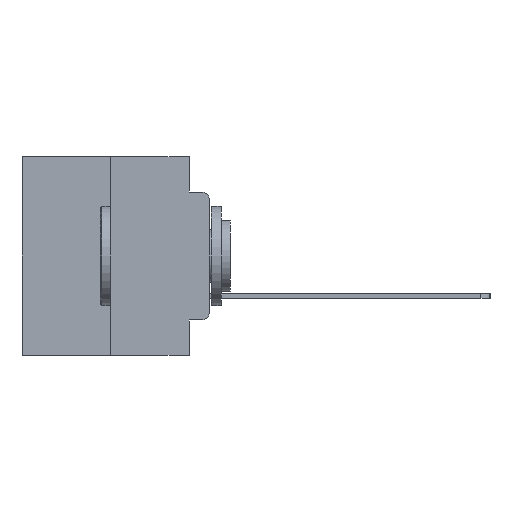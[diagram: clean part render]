
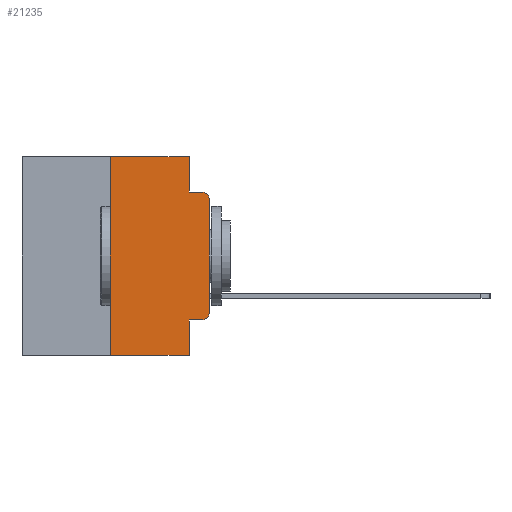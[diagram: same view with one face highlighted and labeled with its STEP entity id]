
A CAD part, left-side view. The second image highlights one B-rep face of the part: STEP entity #21235.
In plain terms, the highlighted planar face has unit normal (-1, 0, 0).
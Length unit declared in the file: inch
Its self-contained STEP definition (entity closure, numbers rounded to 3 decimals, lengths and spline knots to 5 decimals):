
#615 = VECTOR ( 'NONE', #12363, 39.37008 ) ;
#733 = CARTESIAN_POINT ( 'NONE',  ( 0., 0.25, 0. ) ) ;
#791 = EDGE_CURVE ( 'NONE', #11734, #22385, #19547, .T. ) ;
#914 = EDGE_CURVE ( 'NONE', #22385, #16494, #5413, .T. ) ;
#2053 = DIRECTION ( 'NONE',  ( 1., 0., 0. ) ) ;
#2627 = CARTESIAN_POINT ( 'NONE',  ( 0., 0., 0. ) ) ;
#2748 = LINE ( 'NONE', #16705, #18548 ) ;
#3120 = VECTOR ( 'NONE', #7487, 39.37008 ) ;
#3209 = ORIENTED_EDGE ( 'NONE', *, *, #13972, .T. ) ;
#4192 = CIRCLE ( 'NONE', #14739, 0.02 ) ;
#4203 = ORIENTED_EDGE ( 'NONE', *, *, #15355, .T. ) ;
#4276 = DIRECTION ( 'NONE',  ( -1., 0., 0. ) ) ;
#5157 = EDGE_CURVE ( 'NONE', #16494, #25821, #8791, .T. ) ;
#5381 = VERTEX_POINT ( 'NONE', #21963 ) ;
#5413 = LINE ( 'NONE', #26092, #17023 ) ;
#6130 = CARTESIAN_POINT ( 'NONE',  ( 0., 0.051, -0.4115 ) ) ;
#6367 = VERTEX_POINT ( 'NONE', #15325 ) ;
#6542 = VECTOR ( 'NONE', #17085, 39.37008 ) ;
#7188 = FACE_OUTER_BOUND ( 'NONE', #19923, .T. ) ;
#7195 = LINE ( 'NONE', #2627, #6542 ) ;
#7434 = ORIENTED_EDGE ( 'NONE', *, *, #23437, .F. ) ;
#7487 = DIRECTION ( 'NONE',  ( 0., -1., 0. ) ) ;
#8150 = DIRECTION ( 'NONE',  ( 0., 0., -1. ) ) ;
#8526 = DIRECTION ( 'NONE',  ( 0., -1., 0. ) ) ;
#8735 = CARTESIAN_POINT ( 'NONE',  ( 0., 0.051, 0. ) ) ;
#8791 = LINE ( 'NONE', #9094, #14264 ) ;
#9094 = CARTESIAN_POINT ( 'NONE',  ( 0., 0.051, -0.0885 ) ) ;
#9216 = AXIS2_PLACEMENT_3D ( 'NONE', #24459, #2053, #16522 ) ;
#9232 = DIRECTION ( 'NONE',  ( 0., 0., 1. ) ) ;
#9940 = ORIENTED_EDGE ( 'NONE', *, *, #16217, .T. ) ;
#10675 = EDGE_CURVE ( 'NONE', #11730, #25821, #4192, .T. ) ;
#10756 = DIRECTION ( 'NONE',  ( 0., 0., -1. ) ) ;
#11730 = VERTEX_POINT ( 'NONE', #19259 ) ;
#11734 = VERTEX_POINT ( 'NONE', #733 ) ;
#11745 = CARTESIAN_POINT ( 'NONE',  ( 0., 0.051, -0.0885 ) ) ;
#11792 = DIRECTION ( 'NONE',  ( -1., 0., 0. ) ) ;
#12237 = CARTESIAN_POINT ( 'NONE',  ( 0., 0.051, 0. ) ) ;
#12363 = DIRECTION ( 'NONE',  ( 0., -1., 0. ) ) ;
#13349 = LINE ( 'NONE', #8735, #18109 ) ;
#13893 = ORIENTED_EDGE ( 'NONE', *, *, #20764, .F. ) ;
#13972 = EDGE_CURVE ( 'NONE', #6367, #26396, #23816, .T. ) ;
#14154 = ORIENTED_EDGE ( 'NONE', *, *, #10675, .T. ) ;
#14264 = VECTOR ( 'NONE', #23287, 39.37008 ) ;
#14469 = PLANE ( 'NONE',  #9216 ) ;
#14739 = AXIS2_PLACEMENT_3D ( 'NONE', #23940, #11792, #25889 ) ;
#15140 = ORIENTED_EDGE ( 'NONE', *, *, #5157, .F. ) ;
#15325 = CARTESIAN_POINT ( 'NONE',  ( 0., 0.02, -0.4115 ) ) ;
#15355 = EDGE_CURVE ( 'NONE', #5381, #6367, #22500, .T. ) ;
#16068 = CARTESIAN_POINT ( 'NONE',  ( 0., 0., -0.3915 ) ) ;
#16217 = EDGE_CURVE ( 'NONE', #26396, #11730, #7195, .T. ) ;
#16254 = CARTESIAN_POINT ( 'NONE',  ( 0., 0.051, -0.5 ) ) ;
#16494 = VERTEX_POINT ( 'NONE', #11745 ) ;
#16522 = DIRECTION ( 'NONE',  ( 0., 0., -1. ) ) ;
#16635 = CARTESIAN_POINT ( 'NONE',  ( 0., 0.02, -0.3915 ) ) ;
#16705 = CARTESIAN_POINT ( 'NONE',  ( 0., 0.473, -0.5 ) ) ;
#17023 = VECTOR ( 'NONE', #8150, 39.37008 ) ;
#17085 = DIRECTION ( 'NONE',  ( 0., 0., 1. ) ) ;
#18109 = VECTOR ( 'NONE', #10756, 39.37008 ) ;
#18461 = CARTESIAN_POINT ( 'NONE',  ( 0., 0.25, -0.5 ) ) ;
#18548 = VECTOR ( 'NONE', #8526, 39.37008 ) ;
#18629 = VERTEX_POINT ( 'NONE', #16254 ) ;
#18652 = DIRECTION ( 'NONE',  ( 0., 0., -1. ) ) ;
#18764 = EDGE_CURVE ( 'NONE', #23131, #18629, #2748, .T. ) ;
#19259 = CARTESIAN_POINT ( 'NONE',  ( 0., 0., -0.1085 ) ) ;
#19418 = CARTESIAN_POINT ( 'NONE',  ( 0., 0.25, 0. ) ) ;
#19547 = LINE ( 'NONE', #24167, #3120 ) ;
#19604 = ORIENTED_EDGE ( 'NONE', *, *, #18764, .T. ) ;
#19923 = EDGE_LOOP ( 'NONE', ( #9940, #14154, #15140, #24246, #25462, #7434, #19604, #13893, #4203, #3209 ) ) ;
#20048 = AXIS2_PLACEMENT_3D ( 'NONE', #16635, #4276, #18652 ) ;
#20764 = EDGE_CURVE ( 'NONE', #5381, #18629, #13349, .T. ) ;
#21235 = ADVANCED_FACE ( 'NONE', ( #7188 ), #14469, .F. ) ;
#21963 = CARTESIAN_POINT ( 'NONE',  ( 0., 0.051, -0.4115 ) ) ;
#22385 = VERTEX_POINT ( 'NONE', #12237 ) ;
#22500 = LINE ( 'NONE', #6130, #615 ) ;
#23131 = VERTEX_POINT ( 'NONE', #18461 ) ;
#23287 = DIRECTION ( 'NONE',  ( 0., -1., 0. ) ) ;
#23437 = EDGE_CURVE ( 'NONE', #23131, #11734, #25981, .T. ) ;
#23816 = CIRCLE ( 'NONE', #20048, 0.02 ) ;
#23940 = CARTESIAN_POINT ( 'NONE',  ( 0., 0.02, -0.1085 ) ) ;
#24167 = CARTESIAN_POINT ( 'NONE',  ( 0., 0.473, 0. ) ) ;
#24246 = ORIENTED_EDGE ( 'NONE', *, *, #914, .F. ) ;
#24459 = CARTESIAN_POINT ( 'NONE',  ( 0., 0.473, 0. ) ) ;
#25359 = VECTOR ( 'NONE', #9232, 39.37008 ) ;
#25462 = ORIENTED_EDGE ( 'NONE', *, *, #791, .F. ) ;
#25821 = VERTEX_POINT ( 'NONE', #26377 ) ;
#25889 = DIRECTION ( 'NONE',  ( 0., 0., -1. ) ) ;
#25981 = LINE ( 'NONE', #19418, #25359 ) ;
#26092 = CARTESIAN_POINT ( 'NONE',  ( 0., 0.051, 0. ) ) ;
#26377 = CARTESIAN_POINT ( 'NONE',  ( 0., 0.02, -0.0885 ) ) ;
#26396 = VERTEX_POINT ( 'NONE', #16068 ) ;
